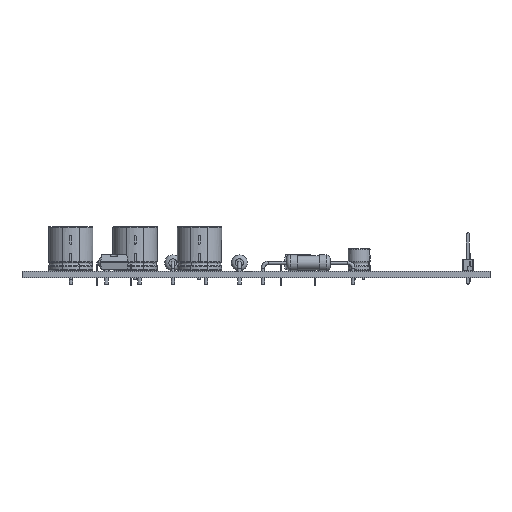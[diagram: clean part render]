
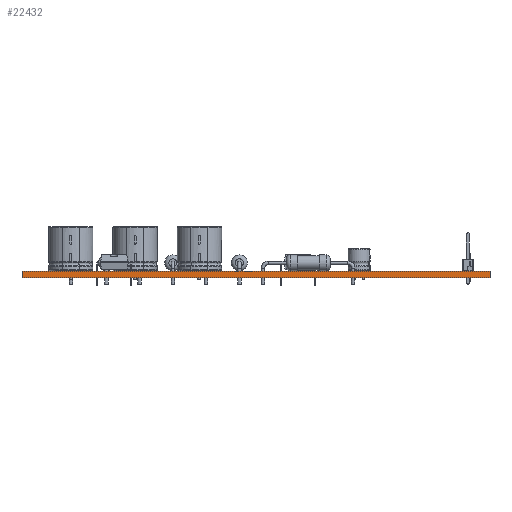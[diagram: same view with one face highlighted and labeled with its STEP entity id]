
A CAD part, front view. The second image highlights one B-rep face of the part: STEP entity #22432.
In plain terms, the highlighted planar face has unit normal (0, -1, 0).
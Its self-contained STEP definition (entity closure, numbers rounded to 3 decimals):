
#22432 = ADVANCED_FACE('',(#22433),#22467,.T.);
#22433 = FACE_BOUND('',#22434,.T.);
#22434 = EDGE_LOOP('',(#22435,#22445,#22453,#22461));
#22435 = ORIENTED_EDGE('',*,*,#22436,.T.);
#22436 = EDGE_CURVE('',#22437,#22439,#22441,.T.);
#22437 = VERTEX_POINT('',#22438);
#22438 = CARTESIAN_POINT('',(139.5,-116.5,0.));
#22439 = VERTEX_POINT('',#22440);
#22440 = CARTESIAN_POINT('',(139.5,-116.5,1.51));
#22441 = LINE('',#22442,#22443);
#22442 = CARTESIAN_POINT('',(139.5,-116.5,0.));
#22443 = VECTOR('',#22444,1.);
#22444 = DIRECTION('',(0.,0.,1.));
#22445 = ORIENTED_EDGE('',*,*,#22446,.T.);
#22446 = EDGE_CURVE('',#22439,#22447,#22449,.T.);
#22447 = VERTEX_POINT('',#22448);
#22448 = CARTESIAN_POINT('',(34.,-116.5,1.51));
#22449 = LINE('',#22450,#22451);
#22450 = CARTESIAN_POINT('',(139.5,-116.5,1.51));
#22451 = VECTOR('',#22452,1.);
#22452 = DIRECTION('',(-1.,0.,0.));
#22453 = ORIENTED_EDGE('',*,*,#22454,.F.);
#22454 = EDGE_CURVE('',#22455,#22447,#22457,.T.);
#22455 = VERTEX_POINT('',#22456);
#22456 = CARTESIAN_POINT('',(34.,-116.5,0.));
#22457 = LINE('',#22458,#22459);
#22458 = CARTESIAN_POINT('',(34.,-116.5,0.));
#22459 = VECTOR('',#22460,1.);
#22460 = DIRECTION('',(0.,0.,1.));
#22461 = ORIENTED_EDGE('',*,*,#22462,.F.);
#22462 = EDGE_CURVE('',#22437,#22455,#22463,.T.);
#22463 = LINE('',#22464,#22465);
#22464 = CARTESIAN_POINT('',(139.5,-116.5,0.));
#22465 = VECTOR('',#22466,1.);
#22466 = DIRECTION('',(-1.,0.,0.));
#22467 = PLANE('',#22468);
#22468 = AXIS2_PLACEMENT_3D('',#22469,#22470,#22471);
#22469 = CARTESIAN_POINT('',(139.5,-116.5,0.));
#22470 = DIRECTION('',(0.,-1.,0.));
#22471 = DIRECTION('',(-1.,0.,0.));
